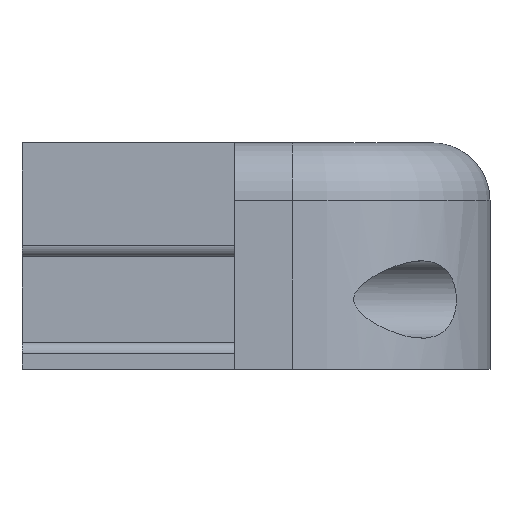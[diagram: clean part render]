
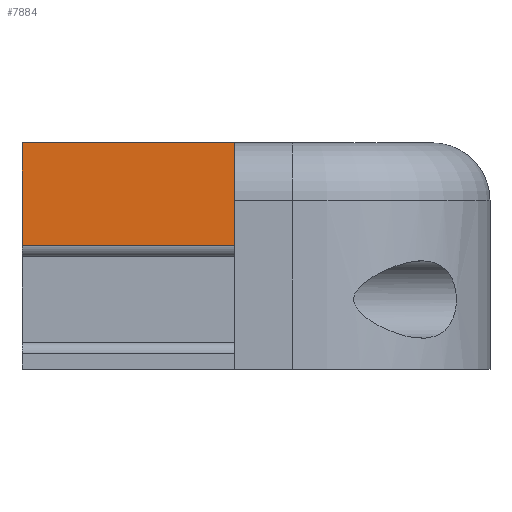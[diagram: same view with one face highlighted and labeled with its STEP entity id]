
A CAD part, front view. The second image highlights one B-rep face of the part: STEP entity #7884.
In plain terms, the highlighted planar face has unit normal (0, -1, 0).
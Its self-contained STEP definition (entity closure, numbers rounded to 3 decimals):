
#44 = PLANE('',#45);
#45 = AXIS2_PLACEMENT_3D('',#46,#47,#48);
#46 = CARTESIAN_POINT('',(20.,40.2,-5.));
#47 = DIRECTION('',(-1.,-0.,-0.));
#48 = DIRECTION('',(0.,1.,0.));
#1535 = VERTEX_POINT('',#1536);
#1536 = CARTESIAN_POINT('',(20.,-2.2,6.7));
#1550 = PLANE('',#1551);
#1551 = AXIS2_PLACEMENT_3D('',#1552,#1553,#1554);
#1552 = CARTESIAN_POINT('',(20.,46.2,6.7));
#1553 = DIRECTION('',(0.,0.,1.));
#1554 = DIRECTION('',(0.,1.,0.));
#1562 = EDGE_CURVE('',#1563,#1535,#1565,.T.);
#1563 = VERTEX_POINT('',#1564);
#1564 = CARTESIAN_POINT('',(20.,-2.2,1.4));
#1565 = SURFACE_CURVE('',#1566,(#1570,#1577),.PCURVE_S1.);
#1566 = LINE('',#1567,#1568);
#1567 = CARTESIAN_POINT('',(20.,-2.2,-5.));
#1568 = VECTOR('',#1569,1.);
#1569 = DIRECTION('',(0.,0.,1.));
#1570 = PCURVE('',#44,#1571);
#1571 = DEFINITIONAL_REPRESENTATION('',(#1572),#1576);
#1572 = LINE('',#1573,#1574);
#1573 = CARTESIAN_POINT('',(-42.4,0.));
#1574 = VECTOR('',#1575,1.);
#1575 = DIRECTION('',(-0.,-1.));
#1576 = ( GEOMETRIC_REPRESENTATION_CONTEXT(2) 
PARAMETRIC_REPRESENTATION_CONTEXT() REPRESENTATION_CONTEXT('2D SPACE',''
  ) );
#1577 = PCURVE('',#1578,#1583);
#1578 = PLANE('',#1579);
#1579 = AXIS2_PLACEMENT_3D('',#1580,#1581,#1582);
#1580 = CARTESIAN_POINT('',(31.,-2.2,-5.));
#1581 = DIRECTION('',(0.,1.,0.));
#1582 = DIRECTION('',(1.,0.,0.));
#1583 = DEFINITIONAL_REPRESENTATION('',(#1584),#1588);
#1584 = LINE('',#1585,#1586);
#1585 = CARTESIAN_POINT('',(-11.,0.));
#1586 = VECTOR('',#1587,1.);
#1587 = DIRECTION('',(-0.,-1.));
#1588 = ( GEOMETRIC_REPRESENTATION_CONTEXT(2) 
PARAMETRIC_REPRESENTATION_CONTEXT() REPRESENTATION_CONTEXT('2D SPACE',''
  ) );
#1611 = CYLINDRICAL_SURFACE('',#1612,0.6);
#1612 = AXIS2_PLACEMENT_3D('',#1613,#1614,#1615);
#1613 = CARTESIAN_POINT('',(20.,-1.6,1.4));
#1614 = DIRECTION('',(1.,0.,0.));
#1615 = DIRECTION('',(0.,-1.,0.));
#5373 = PLANE('',#5374);
#5374 = AXIS2_PLACEMENT_3D('',#5375,#5376,#5377);
#5375 = CARTESIAN_POINT('',(31.,-6.2,-5.));
#5376 = DIRECTION('',(1.,0.,0.));
#5377 = DIRECTION('',(-0.,-1.,-0.));
#7437 = VERTEX_POINT('',#7438);
#7438 = CARTESIAN_POINT('',(31.,-2.2,1.4));
#7464 = EDGE_CURVE('',#1563,#7437,#7465,.T.);
#7465 = SURFACE_CURVE('',#7466,(#7470,#7477),.PCURVE_S1.);
#7466 = LINE('',#7467,#7468);
#7467 = CARTESIAN_POINT('',(20.,-2.2,1.4));
#7468 = VECTOR('',#7469,1.);
#7469 = DIRECTION('',(1.,0.,0.));
#7470 = PCURVE('',#1611,#7471);
#7471 = DEFINITIONAL_REPRESENTATION('',(#7472),#7476);
#7472 = LINE('',#7473,#7474);
#7473 = CARTESIAN_POINT('',(0.,0.));
#7474 = VECTOR('',#7475,1.);
#7475 = DIRECTION('',(0.,1.));
#7476 = ( GEOMETRIC_REPRESENTATION_CONTEXT(2) 
PARAMETRIC_REPRESENTATION_CONTEXT() REPRESENTATION_CONTEXT('2D SPACE',''
  ) );
#7477 = PCURVE('',#1578,#7478);
#7478 = DEFINITIONAL_REPRESENTATION('',(#7479),#7483);
#7479 = LINE('',#7480,#7481);
#7480 = CARTESIAN_POINT('',(-11.,-6.4));
#7481 = VECTOR('',#7482,1.);
#7482 = DIRECTION('',(1.,-0.));
#7483 = ( GEOMETRIC_REPRESENTATION_CONTEXT(2) 
PARAMETRIC_REPRESENTATION_CONTEXT() REPRESENTATION_CONTEXT('2D SPACE',''
  ) );
#7521 = VERTEX_POINT('',#7522);
#7522 = CARTESIAN_POINT('',(31.,-2.2,6.7));
#7543 = EDGE_CURVE('',#1535,#7521,#7544,.T.);
#7544 = SURFACE_CURVE('',#7545,(#7549,#7556),.PCURVE_S1.);
#7545 = LINE('',#7546,#7547);
#7546 = CARTESIAN_POINT('',(25.5,-2.2,6.7));
#7547 = VECTOR('',#7548,1.);
#7548 = DIRECTION('',(1.,0.,0.));
#7549 = PCURVE('',#1550,#7550);
#7550 = DEFINITIONAL_REPRESENTATION('',(#7551),#7555);
#7551 = LINE('',#7552,#7553);
#7552 = CARTESIAN_POINT('',(-48.4,-5.5));
#7553 = VECTOR('',#7554,1.);
#7554 = DIRECTION('',(-0.,-1.));
#7555 = ( GEOMETRIC_REPRESENTATION_CONTEXT(2) 
PARAMETRIC_REPRESENTATION_CONTEXT() REPRESENTATION_CONTEXT('2D SPACE',''
  ) );
#7556 = PCURVE('',#1578,#7557);
#7557 = DEFINITIONAL_REPRESENTATION('',(#7558),#7562);
#7558 = LINE('',#7559,#7560);
#7559 = CARTESIAN_POINT('',(-5.5,-11.7));
#7560 = VECTOR('',#7561,1.);
#7561 = DIRECTION('',(1.,-0.));
#7562 = ( GEOMETRIC_REPRESENTATION_CONTEXT(2) 
PARAMETRIC_REPRESENTATION_CONTEXT() REPRESENTATION_CONTEXT('2D SPACE',''
  ) );
#7884 = ADVANCED_FACE('',(#7885),#1578,.F.);
#7885 = FACE_BOUND('',#7886,.T.);
#7886 = EDGE_LOOP('',(#7887,#7908,#7909,#7910));
#7887 = ORIENTED_EDGE('',*,*,#7888,.T.);
#7888 = EDGE_CURVE('',#7437,#7521,#7889,.T.);
#7889 = SURFACE_CURVE('',#7890,(#7894,#7901),.PCURVE_S1.);
#7890 = LINE('',#7891,#7892);
#7891 = CARTESIAN_POINT('',(31.,-2.2,-5.));
#7892 = VECTOR('',#7893,1.);
#7893 = DIRECTION('',(0.,0.,1.));
#7894 = PCURVE('',#1578,#7895);
#7895 = DEFINITIONAL_REPRESENTATION('',(#7896),#7900);
#7896 = LINE('',#7897,#7898);
#7897 = CARTESIAN_POINT('',(-0.,0.));
#7898 = VECTOR('',#7899,1.);
#7899 = DIRECTION('',(-0.,-1.));
#7900 = ( GEOMETRIC_REPRESENTATION_CONTEXT(2) 
PARAMETRIC_REPRESENTATION_CONTEXT() REPRESENTATION_CONTEXT('2D SPACE',''
  ) );
#7901 = PCURVE('',#5373,#7902);
#7902 = DEFINITIONAL_REPRESENTATION('',(#7903),#7907);
#7903 = LINE('',#7904,#7905);
#7904 = CARTESIAN_POINT('',(-4.,0.));
#7905 = VECTOR('',#7906,1.);
#7906 = DIRECTION('',(-0.,-1.));
#7907 = ( GEOMETRIC_REPRESENTATION_CONTEXT(2) 
PARAMETRIC_REPRESENTATION_CONTEXT() REPRESENTATION_CONTEXT('2D SPACE',''
  ) );
#7908 = ORIENTED_EDGE('',*,*,#7543,.F.);
#7909 = ORIENTED_EDGE('',*,*,#1562,.F.);
#7910 = ORIENTED_EDGE('',*,*,#7464,.T.);
